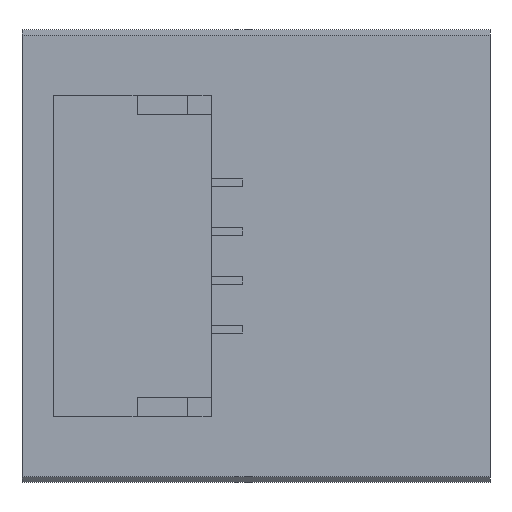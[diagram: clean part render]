
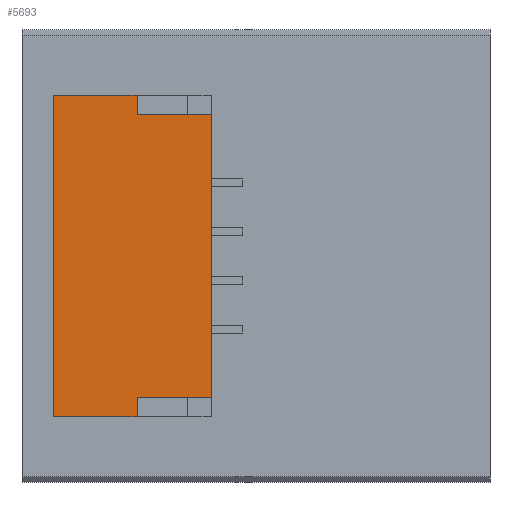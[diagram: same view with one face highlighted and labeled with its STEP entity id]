
A CAD part, front view. The second image highlights one B-rep face of the part: STEP entity #5693.
In plain terms, the highlighted planar face has unit normal (0, -1, 0).
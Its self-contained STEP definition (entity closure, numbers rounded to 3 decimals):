
#29 = ORIENTED_EDGE ( 'NONE', *, *, #5779, .T. ) ;
#36 = VECTOR ( 'NONE', #484, 1000. ) ;
#89 = DIRECTION ( 'NONE',  ( 0., 1., 0. ) ) ;
#168 = EDGE_CURVE ( 'NONE', #1802, #4711, #4013, .T. ) ;
#233 = EDGE_LOOP ( 'NONE', ( #4025, #7050, #29, #4582, #2643, #3897, #2530, #6101 ) ) ;
#273 = VECTOR ( 'NONE', #2115, 1000. ) ;
#345 = DIRECTION ( 'NONE',  ( 1., 0., 0. ) ) ;
#374 = CARTESIAN_POINT ( 'NONE',  ( -4.05, -5.35, 3.625 ) ) ;
#422 = LINE ( 'NONE', #2690, #2325 ) ;
#484 = DIRECTION ( 'NONE',  ( -1., 0., 0. ) ) ;
#773 = CARTESIAN_POINT ( 'NONE',  ( -4.05, -5.35, 4.125 ) ) ;
#870 = VECTOR ( 'NONE', #6364, 1000. ) ;
#1030 = VERTEX_POINT ( 'NONE', #1096 ) ;
#1096 = CARTESIAN_POINT ( 'NONE',  ( -6.2, -5.35, -4.125 ) ) ;
#1219 = VECTOR ( 'NONE', #2093, 1000. ) ;
#1435 = LINE ( 'NONE', #2065, #5755 ) ;
#1557 = CARTESIAN_POINT ( 'NONE',  ( -2.15, -5.35, 4.125 ) ) ;
#1802 = VERTEX_POINT ( 'NONE', #374 ) ;
#1891 = EDGE_CURVE ( 'NONE', #4711, #4541, #3716, .T. ) ;
#2065 = CARTESIAN_POINT ( 'NONE',  ( -4.175, -5.35, 4.125 ) ) ;
#2079 = EDGE_CURVE ( 'NONE', #1030, #3865, #422, .T. ) ;
#2093 = DIRECTION ( 'NONE',  ( 0., 0., -1. ) ) ;
#2115 = DIRECTION ( 'NONE',  ( 0., 0., 1. ) ) ;
#2176 = CARTESIAN_POINT ( 'NONE',  ( -2.15, -5.35, 3.625 ) ) ;
#2249 = EDGE_CURVE ( 'NONE', #7158, #1802, #3079, .T. ) ;
#2316 = VERTEX_POINT ( 'NONE', #7092 ) ;
#2325 = VECTOR ( 'NONE', #4946, 1000. ) ;
#2345 = EDGE_CURVE ( 'NONE', #4541, #4358, #2595, .T. ) ;
#2349 = DIRECTION ( 'NONE',  ( 1., 0., 0. ) ) ;
#2407 = PLANE ( 'NONE',  #4992 ) ;
#2423 = CARTESIAN_POINT ( 'NONE',  ( -4.175, -5.35, 3.625 ) ) ;
#2530 = ORIENTED_EDGE ( 'NONE', *, *, #168, .F. ) ;
#2595 = LINE ( 'NONE', #4902, #36 ) ;
#2607 = CARTESIAN_POINT ( 'NONE',  ( -2.15, -5.35, -3.625 ) ) ;
#2643 = ORIENTED_EDGE ( 'NONE', *, *, #2345, .F. ) ;
#2690 = CARTESIAN_POINT ( 'NONE',  ( -6.2, -5.35, 0. ) ) ;
#2711 = CARTESIAN_POINT ( 'NONE',  ( -4.05, -5.35, 0. ) ) ;
#3079 = LINE ( 'NONE', #2711, #1219 ) ;
#3087 = CARTESIAN_POINT ( 'NONE',  ( -4.05, -5.35, -3.625 ) ) ;
#3229 = CARTESIAN_POINT ( 'NONE',  ( -2.15, -5.35, 0. ) ) ;
#3622 = CARTESIAN_POINT ( 'NONE',  ( -4.175, -5.35, -4.125 ) ) ;
#3716 = LINE ( 'NONE', #3229, #5161 ) ;
#3865 = VERTEX_POINT ( 'NONE', #7022 ) ;
#3897 = ORIENTED_EDGE ( 'NONE', *, *, #1891, .F. ) ;
#4013 = LINE ( 'NONE', #2423, #6169 ) ;
#4025 = ORIENTED_EDGE ( 'NONE', *, *, #5352, .F. ) ;
#4028 = DIRECTION ( 'NONE',  ( 0., 0., -1. ) ) ;
#4132 = LINE ( 'NONE', #3622, #870 ) ;
#4309 = DIRECTION ( 'NONE',  ( 0., 0., -1. ) ) ;
#4358 = VERTEX_POINT ( 'NONE', #3087 ) ;
#4541 = VERTEX_POINT ( 'NONE', #2607 ) ;
#4582 = ORIENTED_EDGE ( 'NONE', *, *, #6611, .T. ) ;
#4711 = VERTEX_POINT ( 'NONE', #2176 ) ;
#4778 = CARTESIAN_POINT ( 'NONE',  ( -4.05, -5.35, -3.875 ) ) ;
#4902 = CARTESIAN_POINT ( 'NONE',  ( -4.175, -5.35, -3.625 ) ) ;
#4946 = DIRECTION ( 'NONE',  ( 0., 0., 1. ) ) ;
#4992 = AXIS2_PLACEMENT_3D ( 'NONE', #1557, #89, #4028 ) ;
#5161 = VECTOR ( 'NONE', #4309, 1000. ) ;
#5324 = LINE ( 'NONE', #4778, #273 ) ;
#5352 = EDGE_CURVE ( 'NONE', #3865, #7158, #1435, .T. ) ;
#5693 = ADVANCED_FACE ( 'NONE', ( #5698 ), #2407, .F. ) ;
#5698 = FACE_OUTER_BOUND ( 'NONE', #233, .T. ) ;
#5755 = VECTOR ( 'NONE', #345, 1000. ) ;
#5779 = EDGE_CURVE ( 'NONE', #1030, #2316, #4132, .T. ) ;
#6101 = ORIENTED_EDGE ( 'NONE', *, *, #2249, .F. ) ;
#6169 = VECTOR ( 'NONE', #2349, 1000. ) ;
#6364 = DIRECTION ( 'NONE',  ( 1., 0., 0. ) ) ;
#6611 = EDGE_CURVE ( 'NONE', #2316, #4358, #5324, .T. ) ;
#7022 = CARTESIAN_POINT ( 'NONE',  ( -6.2, -5.35, 4.125 ) ) ;
#7050 = ORIENTED_EDGE ( 'NONE', *, *, #2079, .F. ) ;
#7092 = CARTESIAN_POINT ( 'NONE',  ( -4.05, -5.35, -4.125 ) ) ;
#7158 = VERTEX_POINT ( 'NONE', #773 ) ;
